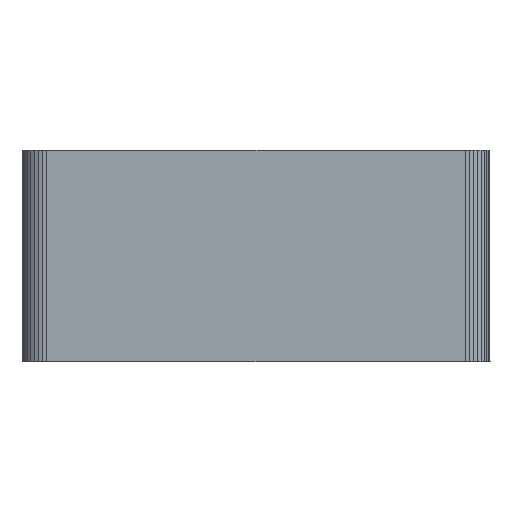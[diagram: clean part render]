
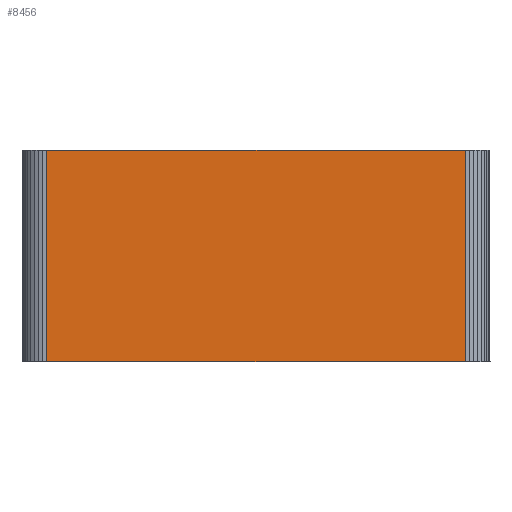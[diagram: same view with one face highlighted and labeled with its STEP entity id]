
A CAD part, front view. The second image highlights one B-rep face of the part: STEP entity #8456.
In plain terms, the highlighted planar face has unit normal (0, -1, 0).
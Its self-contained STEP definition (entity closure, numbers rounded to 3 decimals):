
#510=FACE_OUTER_BOUND('',#1013,.T.);
#1013=EDGE_LOOP('',(#7444,#7445,#7446,#7447));
#1587=LINE('',#12249,#2746);
#1871=LINE('',#12813,#3030);
#2138=LINE('',#13341,#3297);
#2163=LINE('',#13392,#3322);
#2746=VECTOR('',#10079,10.);
#3030=VECTOR('',#10487,1.);
#3297=VECTOR('',#11000,1.);
#3322=VECTOR('',#11061,1.);
#3635=VERTEX_POINT('',#12245);
#3637=VERTEX_POINT('',#12248);
#3855=VERTEX_POINT('',#12812);
#3993=VERTEX_POINT('',#13339);
#4571=EDGE_CURVE('',#3637,#3635,#1587,.T.);
#4855=EDGE_CURVE('',#3855,#3637,#1871,.T.);
#5122=EDGE_CURVE('',#3993,#3635,#2138,.T.);
#5147=EDGE_CURVE('',#3993,#3855,#2163,.T.);
#7444=ORIENTED_EDGE('',*,*,#4571,.T.);
#7445=ORIENTED_EDGE('',*,*,#5122,.F.);
#7446=ORIENTED_EDGE('',*,*,#5147,.T.);
#7447=ORIENTED_EDGE('',*,*,#4855,.T.);
#7965=PLANE('',#8961);
#8456=ADVANCED_FACE('',(#510),#7965,.T.);
#8961=AXIS2_PLACEMENT_3D('',#13415,#11091,#11092);
#10079=DIRECTION('',(1.,0.,0.));
#10487=DIRECTION('',(0.,0.,-1.));
#11000=DIRECTION('',(0.,0.,-1.));
#11061=DIRECTION('',(-1.,0.,0.));
#11091=DIRECTION('center_axis',(0.,-1.,0.));
#11092=DIRECTION('ref_axis',(0.,0.,-1.));
#12245=CARTESIAN_POINT('',(16.775,-13.975,-8.));
#12248=CARTESIAN_POINT('',(-16.775,-13.975,-8.));
#12249=CARTESIAN_POINT('',(-1.985,-13.975,-8.));
#12812=CARTESIAN_POINT('',(-16.775,-13.975,9.));
#12813=CARTESIAN_POINT('',(-16.775,-13.975,9.));
#13339=CARTESIAN_POINT('',(16.775,-13.975,9.));
#13341=CARTESIAN_POINT('',(16.775,-13.975,9.));
#13392=CARTESIAN_POINT('',(16.775,-13.975,9.));
#13415=CARTESIAN_POINT('Origin',(-16.775,-13.975,9.));
